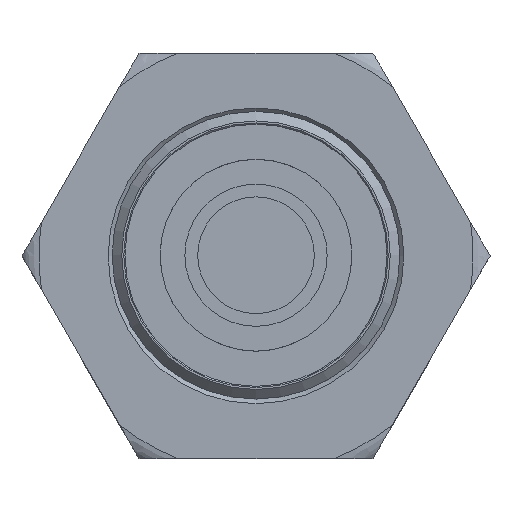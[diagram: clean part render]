
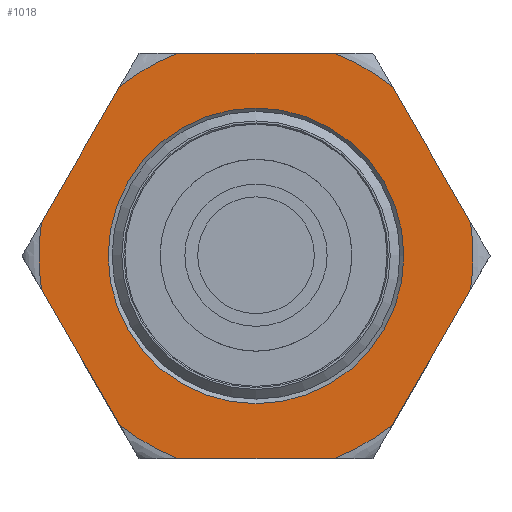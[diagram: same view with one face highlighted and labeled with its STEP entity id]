
A CAD part, top view. The second image highlights one B-rep face of the part: STEP entity #1018.
In plain terms, the highlighted planar face has unit normal (0, 0, 1).
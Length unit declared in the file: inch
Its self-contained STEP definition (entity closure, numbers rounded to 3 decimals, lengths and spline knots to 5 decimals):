
#153 = EDGE_LOOP ( 'NONE', ( #2136, #2744, #2479, #661, #4678, #984, #169, #3573, #707, #1119, #2372, #2522 ) ) ;
#169 = ORIENTED_EDGE ( 'NONE', *, *, #4505, .T. ) ;
#207 = CARTESIAN_POINT ( 'NONE',  ( 0.33612, -0.41624, 2.54213 ) ) ;
#275 = CARTESIAN_POINT ( 'NONE',  ( 0., 0., 2.54213 ) ) ;
#283 = DIRECTION ( 'NONE',  ( 0., 0., 1. ) ) ;
#418 = EDGE_CURVE ( 'NONE', #2151, #4817, #3306, .T. ) ;
#433 = CARTESIAN_POINT ( 'NONE',  ( 0.43233, 0.24961, 2.54213 ) ) ;
#464 = VERTEX_POINT ( 'NONE', #2935 ) ;
#477 = EDGE_LOOP ( 'NONE', ( #1305 ) ) ;
#511 = CARTESIAN_POINT ( 'NONE',  ( -0.52854, 0.08297, 2.54213 ) ) ;
#621 = VECTOR ( 'NONE', #4561, 39.37008 ) ;
#622 = EDGE_CURVE ( 'NONE', #1055, #2036, #4014, .T. ) ;
#645 = AXIS2_PLACEMENT_3D ( 'NONE', #1566, #3081, #2328 ) ;
#661 = ORIENTED_EDGE ( 'NONE', *, *, #3556, .T. ) ;
#680 = CARTESIAN_POINT ( 'NONE',  ( 0., 0., 2.54213 ) ) ;
#687 = VECTOR ( 'NONE', #1489, 39.37008 ) ;
#707 = ORIENTED_EDGE ( 'NONE', *, *, #1734, .T. ) ;
#728 = LINE ( 'NONE', #4494, #4126 ) ;
#811 = CARTESIAN_POINT ( 'NONE',  ( 0., 0., 2.54213 ) ) ;
#819 = EDGE_CURVE ( 'NONE', #2862, #3426, #4478, .T. ) ;
#891 = LINE ( 'NONE', #2462, #2292 ) ;
#984 = ORIENTED_EDGE ( 'NONE', *, *, #4376, .T. ) ;
#1011 = CARTESIAN_POINT ( 'NONE',  ( 0.19241, -0.49921, 2.54213 ) ) ;
#1018 = ADVANCED_FACE ( 'NONE', ( #2630, #4548 ), #2536, .F. ) ;
#1055 = VERTEX_POINT ( 'NONE', #511 ) ;
#1067 = DIRECTION ( 'NONE',  ( 0., -1., 0. ) ) ;
#1119 = ORIENTED_EDGE ( 'NONE', *, *, #622, .T. ) ;
#1131 = CARTESIAN_POINT ( 'NONE',  ( 0., 0.49921, 2.54213 ) ) ;
#1192 = CARTESIAN_POINT ( 'NONE',  ( 0.43233, -0.24961, 2.54213 ) ) ;
#1196 = VERTEX_POINT ( 'NONE', #3295 ) ;
#1305 = ORIENTED_EDGE ( 'NONE', *, *, #3291, .T. ) ;
#1422 = DIRECTION ( 'NONE',  ( 0., -1., 0. ) ) ;
#1430 = CIRCLE ( 'NONE', #1819, 0.53501 ) ;
#1463 = CARTESIAN_POINT ( 'NONE',  ( 0., 0., 2.54213 ) ) ;
#1470 = CARTESIAN_POINT ( 'NONE',  ( 0., 0., 2.54213 ) ) ;
#1489 = DIRECTION ( 'NONE',  ( 0.5, 0.866, 0. ) ) ;
#1566 = CARTESIAN_POINT ( 'NONE',  ( 0., 0., 2.54213 ) ) ;
#1588 = LINE ( 'NONE', #433, #621 ) ;
#1637 = DIRECTION ( 'NONE',  ( 0., 0., 1. ) ) ;
#1733 = DIRECTION ( 'NONE',  ( 0., -1., 0. ) ) ;
#1734 = EDGE_CURVE ( 'NONE', #3426, #1055, #4139, .T. ) ;
#1771 = VERTEX_POINT ( 'NONE', #2519 ) ;
#1798 = AXIS2_PLACEMENT_3D ( 'NONE', #1470, #4425, #1422 ) ;
#1819 = AXIS2_PLACEMENT_3D ( 'NONE', #2577, #4451, #1733 ) ;
#1871 = CIRCLE ( 'NONE', #4649, 0.53501 ) ;
#1930 = LINE ( 'NONE', #1192, #687 ) ;
#1998 = VERTEX_POINT ( 'NONE', #4681 ) ;
#2028 = VERTEX_POINT ( 'NONE', #4704 ) ;
#2036 = VERTEX_POINT ( 'NONE', #3211 ) ;
#2136 = ORIENTED_EDGE ( 'NONE', *, *, #2835, .T. ) ;
#2151 = VERTEX_POINT ( 'NONE', #1011 ) ;
#2244 = CARTESIAN_POINT ( 'NONE',  ( -0.43233, 0.24961, 2.54213 ) ) ;
#2292 = VECTOR ( 'NONE', #3560, 39.37008 ) ;
#2328 = DIRECTION ( 'NONE',  ( 0., -1., 0. ) ) ;
#2372 = ORIENTED_EDGE ( 'NONE', *, *, #3499, .T. ) ;
#2405 = CARTESIAN_POINT ( 'NONE',  ( 0., 0., 2.54213 ) ) ;
#2462 = CARTESIAN_POINT ( 'NONE',  ( 0., -0.49921, 2.54213 ) ) ;
#2473 = DIRECTION ( 'NONE',  ( 0., -1., 0. ) ) ;
#2479 = ORIENTED_EDGE ( 'NONE', *, *, #3929, .T. ) ;
#2519 = CARTESIAN_POINT ( 'NONE',  ( 0., 0.36417, 2.54213 ) ) ;
#2522 = ORIENTED_EDGE ( 'NONE', *, *, #3280, .T. ) ;
#2536 = PLANE ( 'NONE',  #3553 ) ;
#2541 = DIRECTION ( 'NONE',  ( 0., -1., 0. ) ) ;
#2577 = CARTESIAN_POINT ( 'NONE',  ( 0., 0., 2.54213 ) ) ;
#2630 = FACE_BOUND ( 'NONE', #477, .T. ) ;
#2633 = DIRECTION ( 'NONE',  ( -1., 0., 0. ) ) ;
#2697 = CIRCLE ( 'NONE', #645, 0.53501 ) ;
#2744 = ORIENTED_EDGE ( 'NONE', *, *, #418, .T. ) ;
#2835 = EDGE_CURVE ( 'NONE', #1196, #2151, #891, .T. ) ;
#2841 = DIRECTION ( 'NONE',  ( 0., 0., 1. ) ) ;
#2862 = VERTEX_POINT ( 'NONE', #3536 ) ;
#2880 = DIRECTION ( 'NONE',  ( 0., 0., -1. ) ) ;
#2935 = CARTESIAN_POINT ( 'NONE',  ( 0.52854, 0.08297, 2.54213 ) ) ;
#2965 = AXIS2_PLACEMENT_3D ( 'NONE', #1463, #283, #1067 ) ;
#3061 = DIRECTION ( 'NONE',  ( 0., 0., -1. ) ) ;
#3081 = DIRECTION ( 'NONE',  ( 0., 0., 1. ) ) ;
#3211 = CARTESIAN_POINT ( 'NONE',  ( -0.52854, -0.08297, 2.54213 ) ) ;
#3235 = VERTEX_POINT ( 'NONE', #3275 ) ;
#3275 = CARTESIAN_POINT ( 'NONE',  ( 0.52854, -0.08297, 2.54213 ) ) ;
#3280 = EDGE_CURVE ( 'NONE', #1998, #1196, #1430, .T. ) ;
#3291 = EDGE_CURVE ( 'NONE', #1771, #1771, #4677, .T. ) ;
#3295 = CARTESIAN_POINT ( 'NONE',  ( -0.19241, -0.49921, 2.54213 ) ) ;
#3306 = CIRCLE ( 'NONE', #1798, 0.53501 ) ;
#3426 = VERTEX_POINT ( 'NONE', #4150 ) ;
#3499 = EDGE_CURVE ( 'NONE', #2036, #1998, #728, .T. ) ;
#3529 = DIRECTION ( 'NONE',  ( 0., -1., 0. ) ) ;
#3536 = CARTESIAN_POINT ( 'NONE',  ( -0.19241, 0.49921, 2.54213 ) ) ;
#3553 = AXIS2_PLACEMENT_3D ( 'NONE', #811, #3061, #3529 ) ;
#3556 = EDGE_CURVE ( 'NONE', #3235, #464, #2697, .T. ) ;
#3560 = DIRECTION ( 'NONE',  ( 1., 0., 0. ) ) ;
#3573 = ORIENTED_EDGE ( 'NONE', *, *, #819, .T. ) ;
#3627 = CARTESIAN_POINT ( 'NONE',  ( 0.19241, 0.49921, 2.54213 ) ) ;
#3754 = LINE ( 'NONE', #1131, #4177 ) ;
#3784 = DIRECTION ( 'NONE',  ( -0.5, -0.866, 0. ) ) ;
#3810 = VECTOR ( 'NONE', #3784, 39.37008 ) ;
#3929 = EDGE_CURVE ( 'NONE', #4817, #3235, #1930, .T. ) ;
#4014 = CIRCLE ( 'NONE', #4886, 0.53501 ) ;
#4126 = VECTOR ( 'NONE', #4564, 39.37008 ) ;
#4139 = LINE ( 'NONE', #2244, #3810 ) ;
#4150 = CARTESIAN_POINT ( 'NONE',  ( -0.33612, 0.41624, 2.54213 ) ) ;
#4177 = VECTOR ( 'NONE', #2633, 39.37008 ) ;
#4376 = EDGE_CURVE ( 'NONE', #2028, #4651, #1871, .T. ) ;
#4395 = DIRECTION ( 'NONE',  ( 0., 1., 0. ) ) ;
#4425 = DIRECTION ( 'NONE',  ( 0., 0., 1. ) ) ;
#4451 = DIRECTION ( 'NONE',  ( 0., 0., 1. ) ) ;
#4478 = CIRCLE ( 'NONE', #2965, 0.53501 ) ;
#4494 = CARTESIAN_POINT ( 'NONE',  ( -0.43233, -0.24961, 2.54213 ) ) ;
#4505 = EDGE_CURVE ( 'NONE', #4651, #2862, #3754, .T. ) ;
#4548 = FACE_OUTER_BOUND ( 'NONE', #153, .T. ) ;
#4561 = DIRECTION ( 'NONE',  ( -0.5, 0.866, 0. ) ) ;
#4564 = DIRECTION ( 'NONE',  ( 0.5, -0.866, 0. ) ) ;
#4601 = AXIS2_PLACEMENT_3D ( 'NONE', #680, #2880, #4395 ) ;
#4649 = AXIS2_PLACEMENT_3D ( 'NONE', #275, #2841, #2541 ) ;
#4651 = VERTEX_POINT ( 'NONE', #3627 ) ;
#4677 = CIRCLE ( 'NONE', #4601, 0.36417 ) ;
#4678 = ORIENTED_EDGE ( 'NONE', *, *, #4772, .T. ) ;
#4681 = CARTESIAN_POINT ( 'NONE',  ( -0.33612, -0.41624, 2.54213 ) ) ;
#4704 = CARTESIAN_POINT ( 'NONE',  ( 0.33612, 0.41624, 2.54213 ) ) ;
#4772 = EDGE_CURVE ( 'NONE', #464, #2028, #1588, .T. ) ;
#4817 = VERTEX_POINT ( 'NONE', #207 ) ;
#4886 = AXIS2_PLACEMENT_3D ( 'NONE', #2405, #1637, #2473 ) ;
